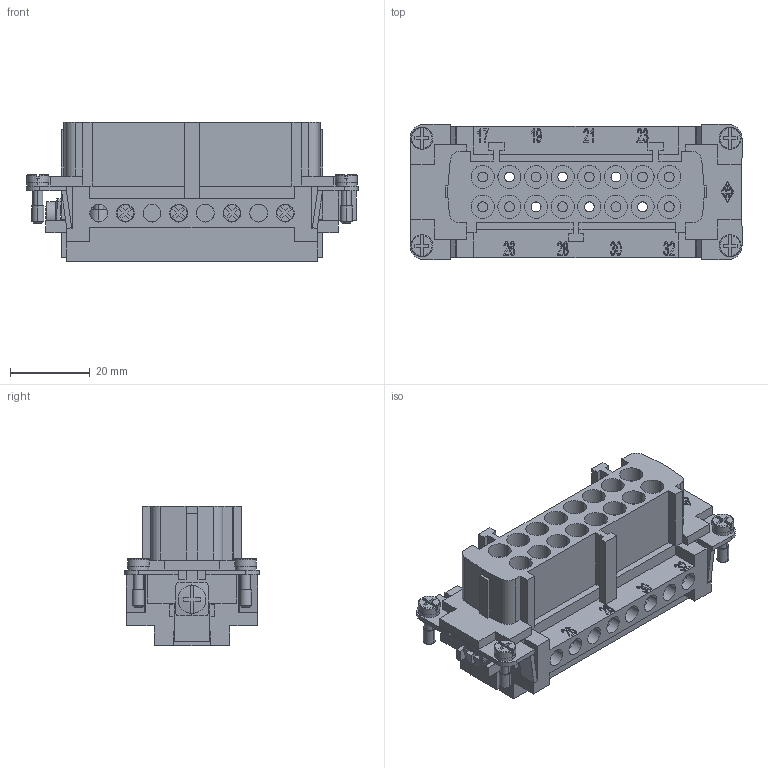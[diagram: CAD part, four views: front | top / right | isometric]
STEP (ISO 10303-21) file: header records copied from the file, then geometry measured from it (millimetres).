
FILE_DESCRIPTION((''),'2;1');
FILE_NAME('CMEF 06 TN.stp','2006-10-31T13:12:27',('gembarski'),(''),'Autodesk Inventor 7','Autodesk Inventor 7','');
FILE_SCHEMA(('AUTOMOTIVE_DESIGN { 1 0 10303 214 1 1 1 1 }'));
Length unit declared in the file: millimetre
Products named in the file (1): CMEF 06 TN
Bounding box: 83.5 x 34 x 35 mm (x, y, z)
Volume: 39632.8 mm3; surface area: 29671 mm2
Topology: 17 solids, 17 shells, 1582 faces, 4246 edges, 2791 vertices
Faces by surface type: plane 718, bspline 634, cylinder 214, torus 8, cone 4, sphere 4
Entity records: 53929 total; most frequent: CARTESIAN_POINT 16716, ORIENTED_EDGE 8496, DIRECTION 6273, EDGE_CURVE 4248, VERTEX_POINT 2791, VECTOR 2705, LINE 2705, AXIS2_PLACEMENT_3D 1784
